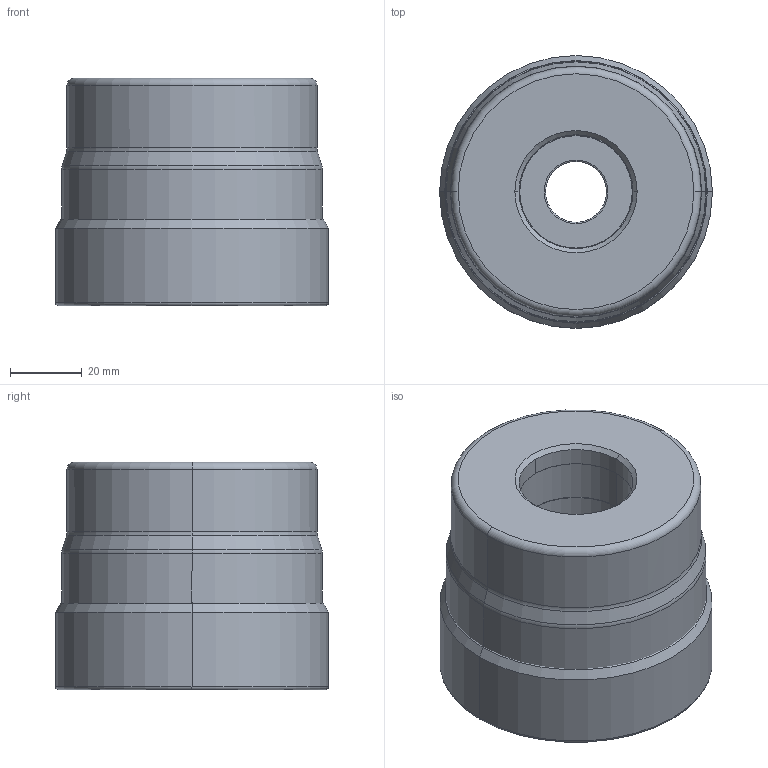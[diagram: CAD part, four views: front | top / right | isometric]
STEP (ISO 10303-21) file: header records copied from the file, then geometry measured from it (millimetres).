
FILE_DESCRIPTION(/* description */ (''),/* implementation_level */ '2;1');
FILE_NAME(/* name */ 'AXD7000UR0303DA_IR0_031.stp',/* time_stamp */ '2021-02-02T08:17:06+09:00',/* author */ (''),/* organization */ (''),/* preprocessor_version */ 'ST-DEVELOPER v16',/* originating_system */ 'SIEMENS PLM Software NX 10.0',/* authorisation */ '');
FILE_SCHEMA (('AUTOMOTIVE_DESIGN { 1 0 10303 214 3 1 1 1 }'));
Length unit declared in the file: millimetre
Products named in the file (1): AXD7000UR0303DA_IR0_031_ASM
Bounding box: 76.2 x 76.2 x 63.5 mm (x, y, z)
Volume: 257478.4 mm3; surface area: 41006.5 mm2
Topology: 2 solids, 2 shells, 72 faces, 187 edges, 137 vertices
Faces by surface type: cone 26, torus 22, cylinder 16, plane 8
Entity records: 2430 total; most frequent: DIRECTION 489, CARTESIAN_POINT 385, ORIENTED_EDGE 352, AXIS2_PLACEMENT_3D 219, EDGE_CURVE 176, CIRCLE 136, VERTEX_POINT 112, EDGE_LOOP 80
